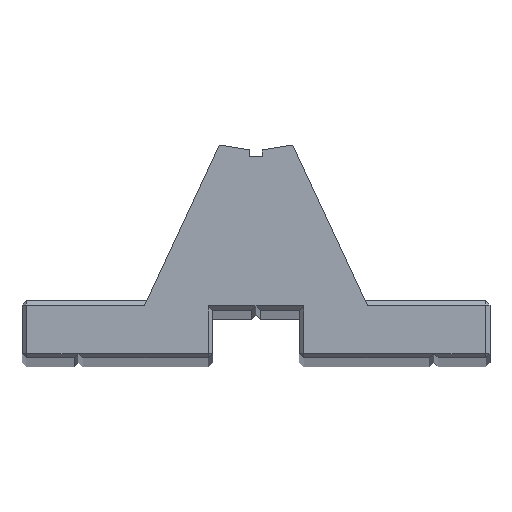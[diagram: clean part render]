
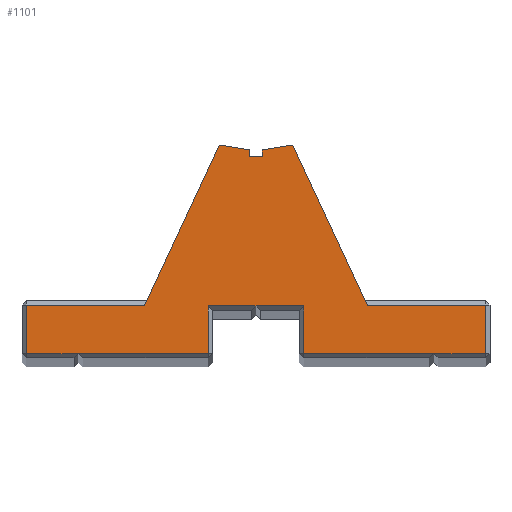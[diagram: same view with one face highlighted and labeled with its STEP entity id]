
A CAD part, top view. The second image highlights one B-rep face of the part: STEP entity #1101.
In plain terms, the highlighted planar face has unit normal (0, 0, 1).
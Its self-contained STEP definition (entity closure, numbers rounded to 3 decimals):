
#67=FACE_OUTER_BOUND('',#136,.T.);
#136=EDGE_LOOP('',(#893,#894,#895,#896,#897,#898,#899,#900,#901,#902,#903,
#904,#905,#906,#907,#908,#909,#910,#911));
#160=LINE('',#1516,#309);
#163=LINE('',#1521,#312);
#169=LINE('',#1531,#318);
#207=LINE('',#1609,#356);
#212=LINE('',#1618,#361);
#219=LINE('',#1630,#368);
#238=LINE('',#1670,#387);
#243=LINE('',#1677,#392);
#251=LINE('',#1691,#400);
#269=LINE('',#1731,#418);
#273=LINE('',#1737,#422);
#280=LINE('',#1750,#429);
#284=LINE('',#1758,#433);
#285=LINE('',#1760,#434);
#286=LINE('',#1762,#435);
#287=LINE('',#1764,#436);
#288=LINE('',#1766,#437);
#289=LINE('',#1768,#438);
#290=LINE('',#1769,#439);
#309=VECTOR('',#1222,10.);
#312=VECTOR('',#1227,10.);
#318=VECTOR('',#1237,10.);
#356=VECTOR('',#1295,10.);
#361=VECTOR('',#1304,10.);
#368=VECTOR('',#1317,10.);
#387=VECTOR('',#1354,10.);
#392=VECTOR('',#1363,10.);
#400=VECTOR('',#1379,10.);
#418=VECTOR('',#1415,10.);
#422=VECTOR('',#1423,10.);
#429=VECTOR('',#1438,10.);
#433=VECTOR('',#1446,10.);
#434=VECTOR('',#1447,10.);
#435=VECTOR('',#1448,10.);
#436=VECTOR('',#1449,10.);
#437=VECTOR('',#1450,10.);
#438=VECTOR('',#1451,10.);
#439=VECTOR('',#1452,10.);
#456=VERTEX_POINT('',#1508);
#458=VERTEX_POINT('',#1513);
#459=VERTEX_POINT('',#1515);
#461=VERTEX_POINT('',#1527);
#490=VERTEX_POINT('',#1602);
#492=VERTEX_POINT('',#1607);
#494=VERTEX_POINT('',#1617);
#501=VERTEX_POINT('',#1650);
#506=VERTEX_POINT('',#1663);
#508=VERTEX_POINT('',#1668);
#515=VERTEX_POINT('',#1708);
#520=VERTEX_POINT('',#1721);
#522=VERTEX_POINT('',#1727);
#527=VERTEX_POINT('',#1757);
#528=VERTEX_POINT('',#1759);
#529=VERTEX_POINT('',#1761);
#530=VERTEX_POINT('',#1763);
#531=VERTEX_POINT('',#1765);
#532=VERTEX_POINT('',#1767);
#540=EDGE_CURVE('',#458,#459,#160,.T.);
#543=EDGE_CURVE('',#459,#456,#163,.T.);
#549=EDGE_CURVE('',#456,#461,#169,.T.);
#587=EDGE_CURVE('',#492,#490,#207,.T.);
#592=EDGE_CURVE('',#490,#494,#212,.T.);
#599=EDGE_CURVE('',#494,#458,#219,.T.);
#618=EDGE_CURVE('',#508,#506,#238,.T.);
#623=EDGE_CURVE('',#506,#501,#243,.T.);
#631=EDGE_CURVE('',#501,#492,#251,.T.);
#649=EDGE_CURVE('',#520,#522,#269,.T.);
#653=EDGE_CURVE('',#515,#520,#273,.T.);
#660=EDGE_CURVE('',#461,#515,#280,.T.);
#664=EDGE_CURVE('',#527,#508,#284,.T.);
#665=EDGE_CURVE('',#528,#527,#285,.T.);
#666=EDGE_CURVE('',#529,#528,#286,.T.);
#667=EDGE_CURVE('',#530,#529,#287,.T.);
#668=EDGE_CURVE('',#531,#530,#288,.T.);
#669=EDGE_CURVE('',#532,#531,#289,.T.);
#670=EDGE_CURVE('',#522,#532,#290,.T.);
#893=ORIENTED_EDGE('',*,*,#540,.F.);
#894=ORIENTED_EDGE('',*,*,#599,.F.);
#895=ORIENTED_EDGE('',*,*,#592,.F.);
#896=ORIENTED_EDGE('',*,*,#587,.F.);
#897=ORIENTED_EDGE('',*,*,#631,.F.);
#898=ORIENTED_EDGE('',*,*,#623,.F.);
#899=ORIENTED_EDGE('',*,*,#618,.F.);
#900=ORIENTED_EDGE('',*,*,#664,.F.);
#901=ORIENTED_EDGE('',*,*,#665,.F.);
#902=ORIENTED_EDGE('',*,*,#666,.F.);
#903=ORIENTED_EDGE('',*,*,#667,.F.);
#904=ORIENTED_EDGE('',*,*,#668,.F.);
#905=ORIENTED_EDGE('',*,*,#669,.F.);
#906=ORIENTED_EDGE('',*,*,#670,.F.);
#907=ORIENTED_EDGE('',*,*,#649,.F.);
#908=ORIENTED_EDGE('',*,*,#653,.F.);
#909=ORIENTED_EDGE('',*,*,#660,.F.);
#910=ORIENTED_EDGE('',*,*,#549,.F.);
#911=ORIENTED_EDGE('',*,*,#543,.F.);
#1032=PLANE('',#1190);
#1101=ADVANCED_FACE('',(#67),#1032,.T.);
#1190=AXIS2_PLACEMENT_3D('',#1756,#1444,#1445);
#1222=DIRECTION('',(-1.,0.,0.));
#1227=DIRECTION('',(0.,-1.,0.));
#1237=DIRECTION('',(-1.,0.,0.));
#1295=DIRECTION('',(-1.,0.,0.));
#1304=DIRECTION('',(0.,1.,0.));
#1317=DIRECTION('',(-1.,0.,0.));
#1354=DIRECTION('',(1.,0.,0.));
#1363=DIRECTION('',(0.,-1.,0.));
#1379=DIRECTION('',(-1.,0.,0.));
#1415=DIRECTION('',(1.,0.,0.));
#1423=DIRECTION('',(0.,1.,0.));
#1438=DIRECTION('',(-1.,0.,0.));
#1444=DIRECTION('center_axis',(0.,0.,1.));
#1445=DIRECTION('ref_axis',(1.,0.,0.));
#1446=DIRECTION('',(0.423,-0.906,0.));
#1447=DIRECTION('',(0.988,0.156,0.));
#1448=DIRECTION('',(0.,1.,0.));
#1449=DIRECTION('',(1.,0.,0.));
#1450=DIRECTION('',(0.,-1.,0.));
#1451=DIRECTION('',(0.988,-0.156,0.));
#1452=DIRECTION('',(0.423,0.906,0.));
#1508=CARTESIAN_POINT('',(-5.5,-2.8,599.5));
#1513=CARTESIAN_POINT('',(0.,2.7,599.5));
#1515=CARTESIAN_POINT('',(-5.5,2.7,599.5));
#1516=CARTESIAN_POINT('',(-0.25,2.7,599.5));
#1521=CARTESIAN_POINT('',(-5.5,3.198,599.5));
#1527=CARTESIAN_POINT('',(-20.5,-2.8,599.5));
#1531=CARTESIAN_POINT('',(-2.5,-2.8,599.5));
#1602=CARTESIAN_POINT('',(5.5,-2.8,599.5));
#1607=CARTESIAN_POINT('',(20.5,-2.8,599.5));
#1609=CARTESIAN_POINT('',(10.,-2.8,599.5));
#1617=CARTESIAN_POINT('',(5.5,2.7,599.5));
#1618=CARTESIAN_POINT('',(5.5,0.448,599.5));
#1630=CARTESIAN_POINT('',(2.5,2.7,599.5));
#1650=CARTESIAN_POINT('',(26.5,-2.8,599.5));
#1663=CARTESIAN_POINT('',(26.5,2.8,599.5));
#1668=CARTESIAN_POINT('',(12.862,2.8,599.5));
#1670=CARTESIAN_POINT('',(6.314,2.8,599.5));
#1677=CARTESIAN_POINT('',(26.5,3.748,599.5));
#1691=CARTESIAN_POINT('',(13.5,-2.8,599.5));
#1708=CARTESIAN_POINT('',(-26.5,-2.8,599.5));
#1721=CARTESIAN_POINT('',(-26.5,2.8,599.5));
#1727=CARTESIAN_POINT('',(-12.862,2.8,599.5));
#1731=CARTESIAN_POINT('',(-13.5,2.8,599.5));
#1737=CARTESIAN_POINT('',(-26.5,0.448,599.5));
#1750=CARTESIAN_POINT('',(-10.5,-2.8,599.5));
#1756=CARTESIAN_POINT('Origin',(0.,4.196,
599.5));
#1757=CARTESIAN_POINT('',(4.25,21.268,599.5));
#1758=CARTESIAN_POINT('',(7.14,15.071,599.5));
#1759=CARTESIAN_POINT('',(0.75,20.714,599.5));
#1760=CARTESIAN_POINT('',(4.25,21.268,599.5));
#1761=CARTESIAN_POINT('',(0.75,19.914,599.5));
#1762=CARTESIAN_POINT('',(0.75,20.714,599.5));
#1763=CARTESIAN_POINT('',(-0.75,19.914,599.5));
#1764=CARTESIAN_POINT('',(0.75,19.914,599.5));
#1765=CARTESIAN_POINT('',(-0.75,20.714,599.5));
#1766=CARTESIAN_POINT('',(-0.75,19.914,599.5));
#1767=CARTESIAN_POINT('',(-4.25,21.268,599.5));
#1768=CARTESIAN_POINT('',(-0.75,20.714,599.5));
#1769=CARTESIAN_POINT('',(-4.25,21.268,599.5));
